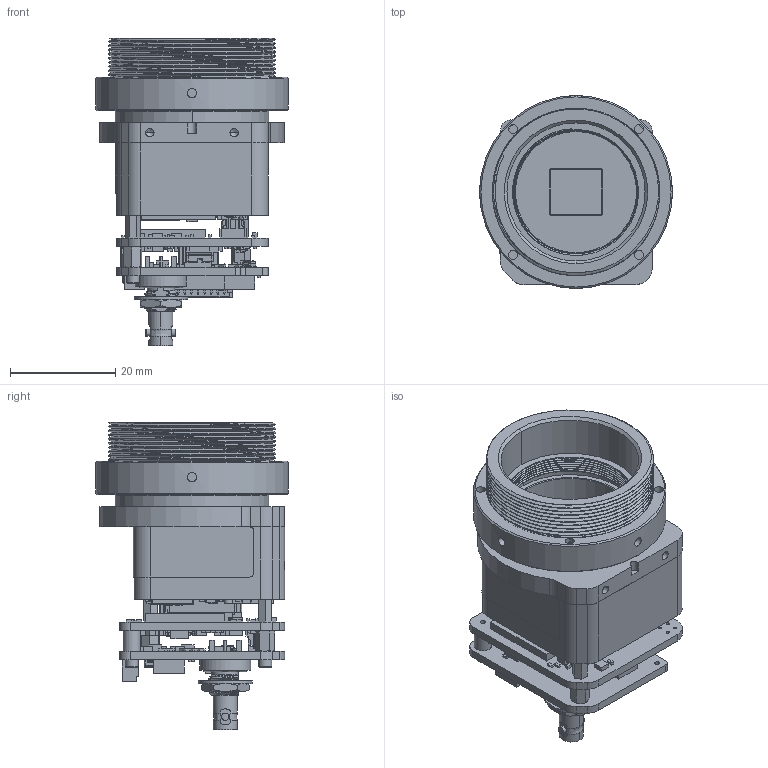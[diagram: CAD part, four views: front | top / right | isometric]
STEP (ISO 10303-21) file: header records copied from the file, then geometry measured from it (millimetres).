
FILE_DESCRIPTION (( 'STEP AP214' ), '1' );
FILE_NAME ('Viento-10 SDI No Lens M24 Mount ICD CAD.STEP', '2024-05-02T23:03:34', ( '' ), ( '' ), 'SwSTEP 2.0', 'SolidWorks 2023', '' );
FILE_SCHEMA (( 'AUTOMOTIVE_DESIGN' ));
Length unit declared in the file: millimetre
Products named in the file (1): Viento-10 SDI No Lens M24 Mount ICD CAD
Bounding box: 36.58 x 36.58 x 58.29 mm (x, y, z)
Volume: 23659.1 mm3; surface area: 19036 mm2
Topology: 10 solids, 10 shells, 2548 faces, 6530 edges, 4302 vertices
Faces by surface type: plane 2093, cylinder 316, cone 69, bspline 62, sphere 4, torus 4
Full cylindrical faces by diameter (mm): 0.351 x1, 0.6 x6, 0.864 x3, 1 x1, 1.112 x2, 1.191 x1, 1.524 x5, 1.727 x8, 1.8 x1, 1.9 x4, 2.438 x3, 3.3 x1, 9.7 x1, 10.21 x1, 36.576 x1
Entity records: 136733 total; most frequent: CARTESIAN_POINT 75232, ORIENTED_EDGE 12896, DIRECTION 11632, EDGE_CURVE 6448, VECTOR 5492, LINE 5492, VERTEX_POINT 4282, AXIS2_PLACEMENT_3D 3070
